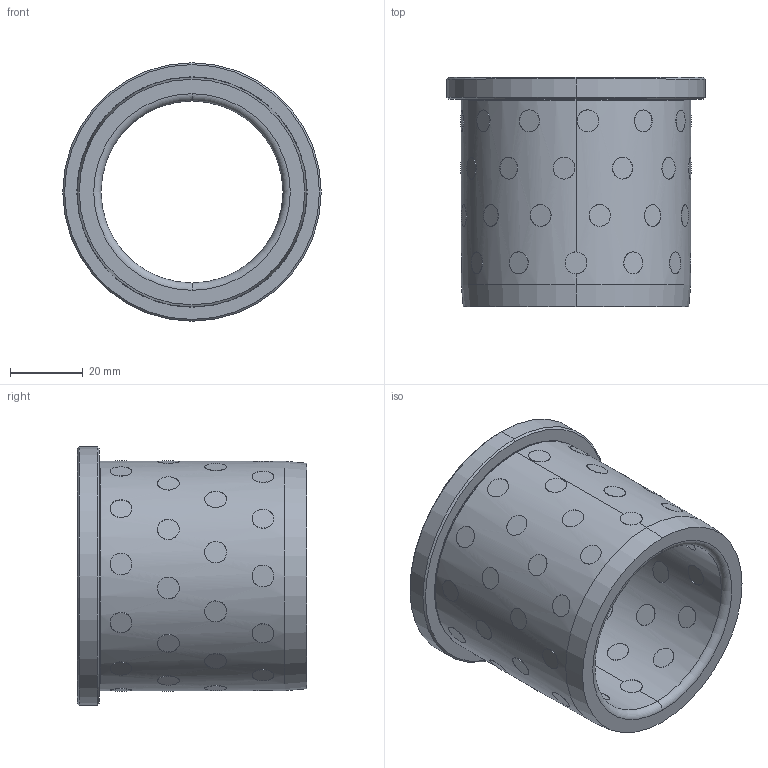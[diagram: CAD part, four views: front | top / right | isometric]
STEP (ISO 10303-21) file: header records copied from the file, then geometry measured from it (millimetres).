
FILE_DESCRIPTION (( 'STEP AP214' ), '1' );
FILE_NAME ('JUM-PAD-D50-L63.STEP', '2021-10-19T02:51:45', ( '' ), ( '' ), 'SwSTEP 2.0', 'SolidWorks 2016', '' );
FILE_SCHEMA (( 'AUTOMOTIVE_DESIGN' ));
Length unit declared in the file: millimetre
Products named in the file (53): ʯī-L6.5; JUM-PAD-D50-L63; JNM-PAD-D50-L63
Assembly tree (50 placements, depth 2):
  ʯī-L6.5
  ʯī-L6.5
  ʯī-L6.5
  JUM-PAD-D50-L63
    JNM-PAD-D50-L63
    ʯī-L6.5  x48
  ʯī-L6.5
Bounding box: 71 x 63 x 71 mm (x, y, z)
Volume: 76468 mm3; surface area: 37699.3 mm2
Topology: 49 solids, 49 shells, 313 faces, 651 edges, 430 vertices
Faces by surface type: cylinder 200, plane 99, cone 10, torus 4
Entity records: 11519 total; most frequent: CARTESIAN_POINT 7055, ORIENTED_EDGE 736, DIRECTION 558, EDGE_CURVE 368, VERTEX_POINT 240, AXIS2_PLACEMENT_3D 217, EDGE_LOOP 216, B_SPLINE_CURVE_WITH_KNOTS 209
